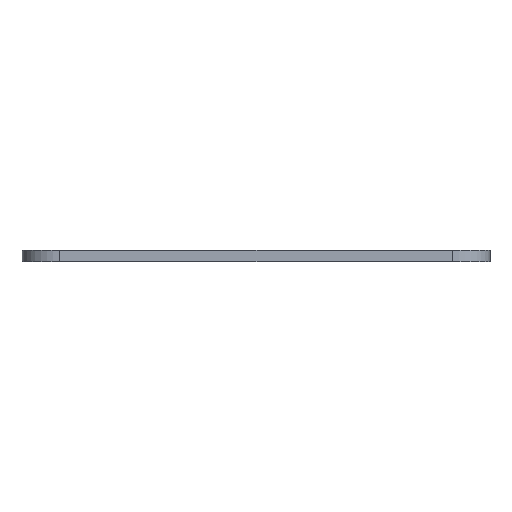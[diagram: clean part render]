
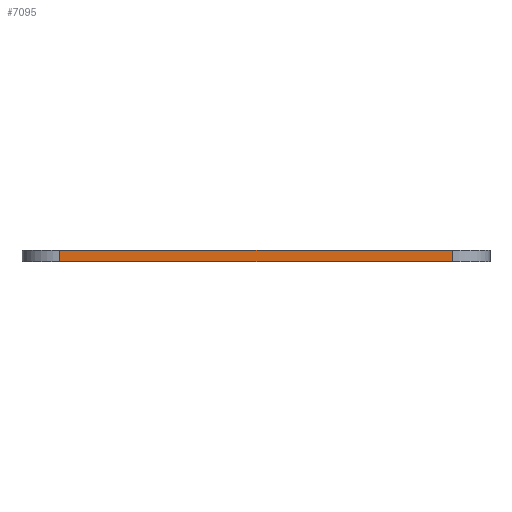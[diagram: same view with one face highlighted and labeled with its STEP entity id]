
A CAD part, left-side view. The second image highlights one B-rep face of the part: STEP entity #7095.
In plain terms, the highlighted planar face has unit normal (-1, 0, 0).
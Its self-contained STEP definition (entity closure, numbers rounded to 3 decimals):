
#236=PLANE('',#7317);
#597=FACE_OUTER_BOUND('',#1013,.T.);
#1013=EDGE_LOOP('',(#6369,#6370,#6371,#6372));
#1534=LINE('',#13898,#2114);
#1555=LINE('',#13986,#2135);
#1559=LINE('',#13996,#2139);
#1587=LINE('',#14096,#2167);
#2114=VECTOR('',#8050,10.);
#2135=VECTOR('',#8123,10.);
#2139=VECTOR('',#8133,10.);
#2167=VECTOR('',#8209,10.);
#3254=VERTEX_POINT('',#13876);
#3264=VERTEX_POINT('',#13896);
#3305=VERTEX_POINT('',#13985);
#3308=VERTEX_POINT('',#13995);
#4274=EDGE_CURVE('',#3264,#3254,#1534,.T.);
#4315=EDGE_CURVE('',#3254,#3305,#1555,.T.);
#4320=EDGE_CURVE('',#3308,#3305,#1559,.T.);
#4371=EDGE_CURVE('',#3308,#3264,#1587,.T.);
#6369=ORIENTED_EDGE('',*,*,#4315,.F.);
#6370=ORIENTED_EDGE('',*,*,#4274,.F.);
#6371=ORIENTED_EDGE('',*,*,#4371,.F.);
#6372=ORIENTED_EDGE('',*,*,#4320,.T.);
#7095=ADVANCED_FACE('',(#597),#236,.T.);
#7317=AXIS2_PLACEMENT_3D('',#14114,#8235,#8236);
#8050=DIRECTION('',(0.,-1.,0.));
#8123=DIRECTION('',(0.,0.,-1.));
#8133=DIRECTION('',(0.,-1.,0.));
#8209=DIRECTION('',(0.,0.,1.));
#8235=DIRECTION('center_axis',(-1.,0.,0.));
#8236=DIRECTION('ref_axis',(0.,-1.,0.));
#13876=CARTESIAN_POINT('',(-4.761,-68.201,-4.403));
#13896=CARTESIAN_POINT('',(-4.761,-16.021,-4.403));
#13898=CARTESIAN_POINT('',(-4.761,-68.201,-4.403));
#13985=CARTESIAN_POINT('',(-4.761,-68.201,-5.903));
#13986=CARTESIAN_POINT('',(-4.761,-68.201,-5.903));
#13995=CARTESIAN_POINT('',(-4.761,-16.021,-5.903));
#13996=CARTESIAN_POINT('',(-4.761,-68.201,-5.903));
#14096=CARTESIAN_POINT('',(-4.761,-16.021,-5.903));
#14114=CARTESIAN_POINT('Origin',(-4.761,-11.021,-5.903));
